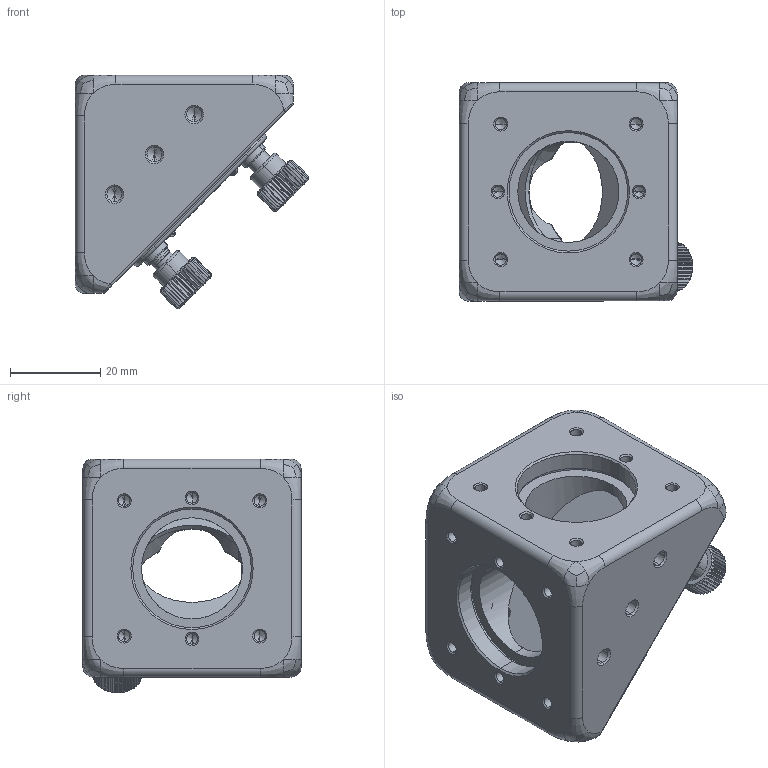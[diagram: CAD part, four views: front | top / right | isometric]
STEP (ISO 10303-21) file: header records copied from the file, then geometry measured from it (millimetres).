
FILE_DESCRIPTION (( 'STEP AP203' ), '1' );
FILE_NAME ('CSRA1-AC.STEP', '2025-06-18T01:41:52', ( '' ), ( '' ), 'SwSTEP 2.0', 'SolidWorks 2020', '' );
FILE_SCHEMA (( 'CONFIG_CONTROL_DESIGN' ));
Products named in the file (1): CSRA1-AC
Bounding box: 51.68 x 48.3 x 51.68 mm (x, y, z)
Volume: 47751.4 mm3; surface area: 22579.6 mm2
Topology: 20 solids, 20 shells, 1137 faces, 2942 edges, 1847 vertices
Faces by surface type: plane 519, cylinder 273, cone 162, bspline 134, torus 33, sphere 16
Entity records: 52906 total; most frequent: CARTESIAN_POINT 26652, ORIENTED_EDGE 5732, DIRECTION 4919, EDGE_CURVE 2866, VERTEX_POINT 1841, AXIS2_PLACEMENT_3D 1735, VECTOR 1449, LINE 1449
